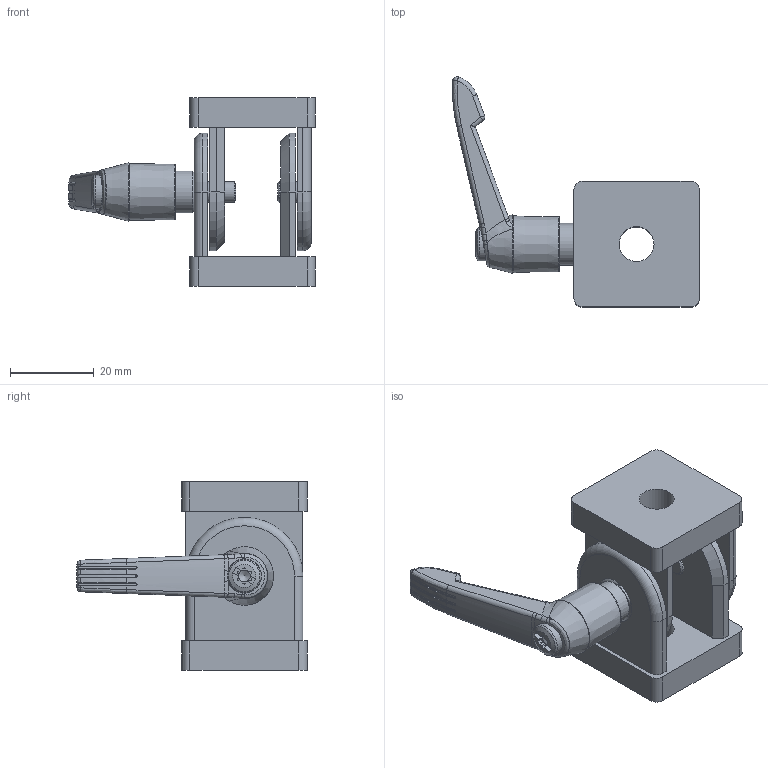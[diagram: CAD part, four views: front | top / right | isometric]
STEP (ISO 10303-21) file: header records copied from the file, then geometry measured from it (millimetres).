
FILE_DESCRIPTION(('STEP AP203'),'1');
FILE_NAME('FIXE08B1010.stp','2023-10-17T07:07:51',(' '),(' '),'Spatial InterOp 3D',' ',' ');
FILE_SCHEMA(('CONFIG_CONTROL_DESIGN'));
Length unit declared in the file: millimetre
Products named in the file (6): Poignée 6 30x30 / 8 30x30; Articulation réglable 8 30x30 avec levier; Vis FHC - M5x8; Demi_Articulation 8 30x30 H22.5
Assembly tree (6 placements, depth 3):
  Articulation réglable 8 30x30 avec levier
    Poignée 6 30x30 / 8 30x30
      Poignée 6 30x30 / 8 30x30
      Poignée 6 30x30 / 8 30x30
    Vis FHC - M5x8
    Demi_Articulation 8 30x30 H22.5  x2
Bounding box: 58.99 x 55 x 45 mm (x, y, z)
Volume: 25020.9 mm3; surface area: 15720.5 mm2
Topology: 5 solids, 6 shells, 304 faces, 745 edges, 454 vertices
Faces by surface type: plane 93, cylinder 84, bspline 73, cone 22, sphere 16, torus 14, revolution 2
Full cylindrical faces by diameter (mm): 4.2 x3, 4.4 x1, 5 x3, 6 x2, 7 x1, 8 x1, 8.2 x1, 8.3 x2, 9 x1, 9.43 x1, 10 x2
Entity records: 10998 total; most frequent: CARTESIAN_POINT 4638, ORIENTED_EDGE 1248, DIRECTION 940, EDGE_CURVE 624, VERTEX_POINT 396, AXIS2_PLACEMENT_3D 394, EDGE_LOOP 315, FACE_OUTER_BOUND 292
